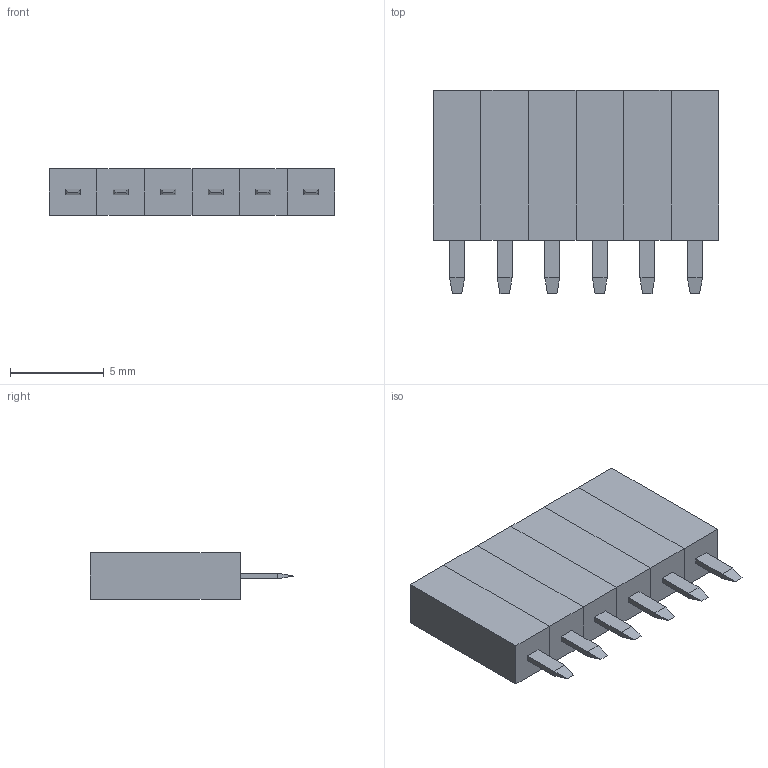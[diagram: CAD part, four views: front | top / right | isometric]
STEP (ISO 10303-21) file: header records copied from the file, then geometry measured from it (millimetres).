
FILE_DESCRIPTION(/* description */ (''),/* implementation_level */ '2;1');
FILE_NAME(/* name */ 'female pins v1 1x6.step',/* time_stamp */ '2017-08-11T12:14:08+03:00',/* author */ (''),/* organization */ (''),/* preprocessor_version */ 'ST-DEVELOPER v16.13',/* originating_system */ 'Autodesk Translation Framework v6.1.1.50',/* authorisation */ '');
FILE_SCHEMA (('AUTOMOTIVE_DESIGN { 1 0 10303 214 3 1 1 }'));
Length unit declared in the file: millimetre
Products named in the file (1): female pins v1
Bounding box: 15.24 x 10.85 x 2.5 mm (x, y, z)
Volume: 265.4 mm3; surface area: 879 mm2
Topology: 12 solids, 12 shells, 174 faces, 372 edges, 228 vertices
Faces by surface type: plane 174
Entity records: 4546 total; most frequent: CARTESIAN_POINT 775, ORIENTED_EDGE 756, DIRECTION 722, LINE 372, VECTOR 372, EDGE_CURVE 372, VERTEX_POINT 228, EDGE_LOOP 180
